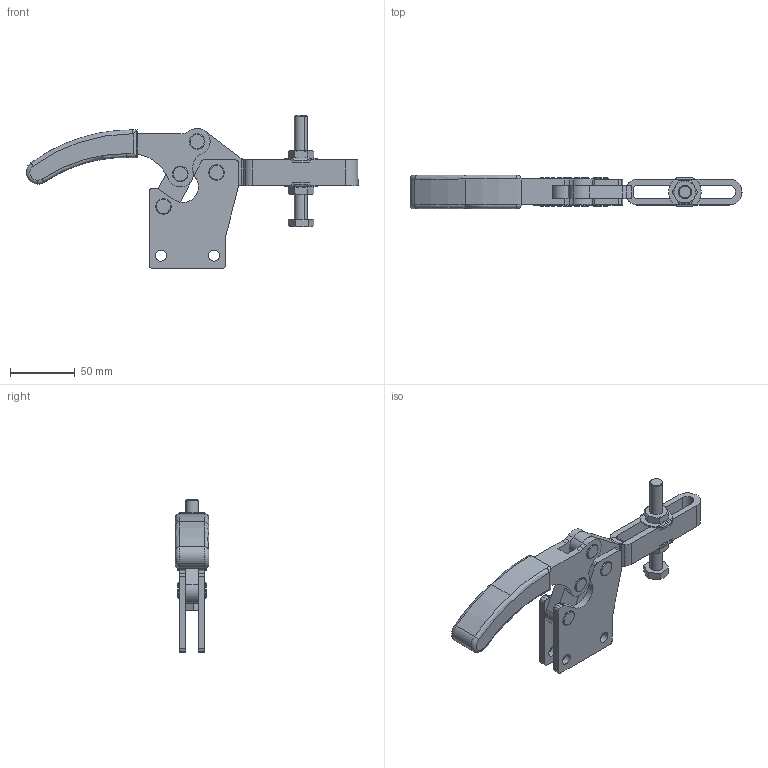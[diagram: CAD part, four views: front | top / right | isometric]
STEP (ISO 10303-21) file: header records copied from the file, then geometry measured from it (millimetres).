
FILE_DESCRIPTION((''),'2;1');
FILE_NAME('MH8U.stp','2006-07-12T08:49:36',('Matthew'),(''),'Autodesk Inventor 8','Autodesk Inventor 8','');
FILE_SCHEMA(('AUTOMOTIVE_DESIGN { 1 0 10303 214 1 1 1 1 }'));
Length unit declared in the file: millimetre
Products named in the file (7): MH8U; MH8U1; MH8U2; MH8U3; MH8U4; MH8U5; MH8U6
Assembly tree (6 placements, depth 2):
  MH8U
    MH8U1
    MH8U2
    MH8U3
    MH8U4
    MH8U5
    MH8U6
Bounding box: 255.97 x 26 x 118.16 mm (x, y, z)
Volume: 158832.7 mm3; surface area: 59917.1 mm2
Topology: 7 solids, 7 shells, 304 faces, 785 edges, 510 vertices
Faces by surface type: cylinder 166, plane 98, cone 28, torus 12
Entity records: 9816 total; most frequent: CARTESIAN_POINT 1992, DIRECTION 1707, ORIENTED_EDGE 1570, EDGE_CURVE 785, AXIS2_PLACEMENT_3D 675, VERTEX_POINT 510, CIRCLE 358, VECTOR 357
